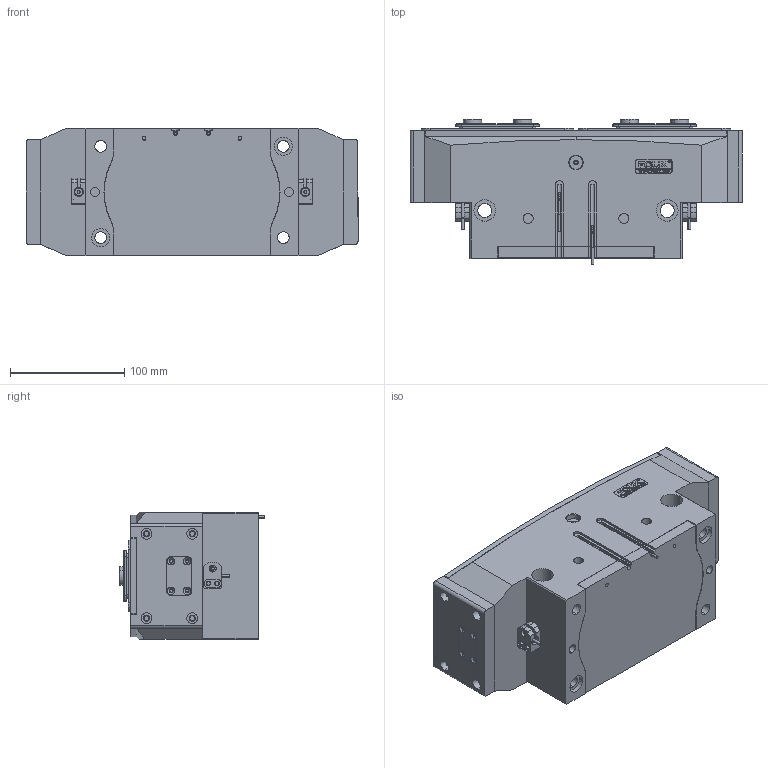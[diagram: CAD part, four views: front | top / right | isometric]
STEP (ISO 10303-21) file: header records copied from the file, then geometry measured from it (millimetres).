
FILE_DESCRIPTION (( 'STEP AP203' ), '1' );
FILE_NAME ('FR113-265-S-P.STEP', '2025-01-15T02:26:45', ( 'USER-' ), ( 'Microsoft' ), 'SwSTEP 2.0', 'SolidWorks 2018', '' );
FILE_SCHEMA (( 'CONFIG_CONTROL_DESIGN' ));
Length unit declared in the file: millimetre
Products named in the file (18): TRT113-265-M-12 耜猾极; 揤輸蚾饜极; TRT113-265-M-13 移动挡板(默认); FR113-265-S; ﾏ擎ﾗ16｡ﾁ12｡ﾁ8; TRT113-265-M-05菁裔啣; TRT113-265-S-02 喘倛賑輸; 8-30 換覜ん; TRT113-265-M-01 喘倛褲极; 埴翐芛_GB_FASTENER_SCREWS_HSHCS M2X8-N; FR113-265-S-P; 羲壽標釱B; 棠羲換覜ん; TRT113-265-M-14 忒硌薊啣; 32x12-R2; 揤輸杅耀.sldasm-Part-9; TR240-15耜猾苤裔耀倰; TRT113-265-M-11 奻葡裔啣
Assembly tree (34 placements, depth 4):
  FR113-265-S-P
    TRT113-265-M-11 奻葡裔啣
    TRT113-265-M-12 耜猾极  x2
    TRT113-265-M-14 忒硌薊啣  x2
    TRT113-265-M-13 移动挡板(默认)  x2
    TR240-15耜猾苤裔耀倰  x2
    ﾏ擎ﾗ16｡ﾁ12｡ﾁ8  x4
    FR113-265-S
      TRT113-265-M-01 喘倛褲极
      TRT113-265-S-02 喘倛賑輸  x2
      TRT113-265-M-05菁裔啣
      羲壽標釱B  x2
      8-30 換覜ん  x2
      揤輸蚾饜极  x2
        揤輸杅耀.sldasm-Part-9
        埴翐芛_GB_FASTENER_SCREWS_HSHCS M2X8-N
      32x12-R2
      棠羲換覜ん  x2
      ﾏ擎ﾗ16｡ﾁ12｡ﾁ8  x4
Bounding box: 291 x 127.66 x 112 mm (x, y, z)
Volume: 2730654.5 mm3; surface area: 428945.8 mm2
Topology: 34 solids, 42 shells, 1837 faces, 4659 edges, 2959 vertices
Faces by surface type: plane 790, cylinder 597, cone 287, bspline 155, torus 8
Entity records: 48333 total; most frequent: CARTESIAN_POINT 13997, ORIENTED_EDGE 6728, DIRECTION 6367, EDGE_CURVE 3364, VERTEX_POINT 2194, AXIS2_PLACEMENT_3D 2146, LINE 2075, VECTOR 2075
